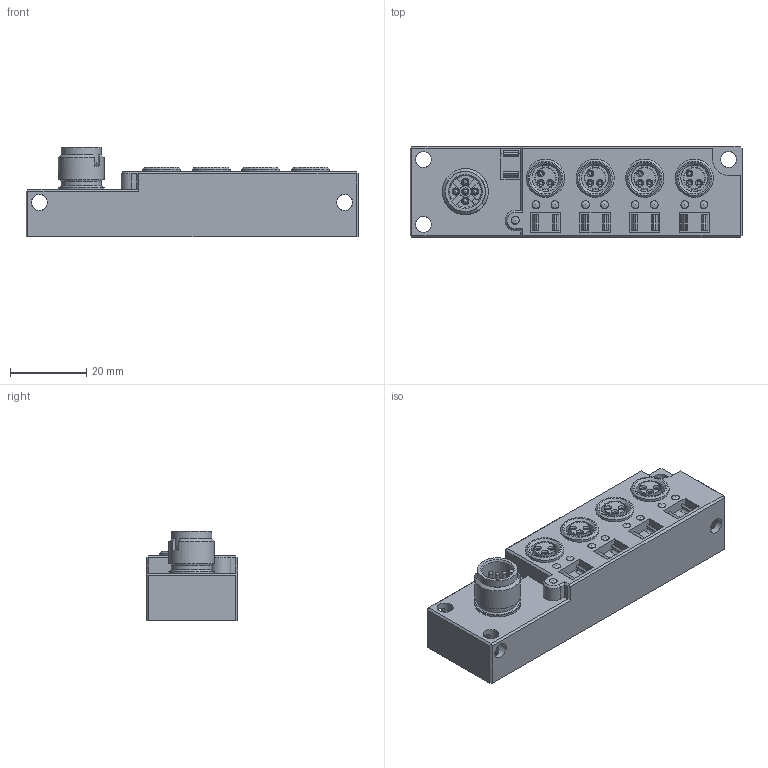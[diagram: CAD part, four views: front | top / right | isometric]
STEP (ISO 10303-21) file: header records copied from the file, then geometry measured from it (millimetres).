
FILE_DESCRIPTION((''),'2;1');
FILE_NAME('23210-PUL04M3M1204 dumm.stp','2013-02-14T16:22:09',('sabine.ahlheim'),(''),'Autodesk Inventor 2012','Autodesk Inventor 2012','');
FILE_SCHEMA(('AUTOMOTIVE_DESIGN { 1 0 10303 214 1 1 1 1 }'));
Length unit declared in the file: millimetre
Products named in the file (1): 23210-PUL04M3M1204 dumm
Bounding box: 87 x 24 x 23.5 mm (x, y, z)
Volume: 30271.9 mm3; surface area: 13957.6 mm2
Topology: 1 solids, 28 shells, 1334 faces, 3455 edges, 2242 vertices
Faces by surface type: plane 676, cylinder 392, cone 149, bspline 67, torus 36, sphere 14
Full cylindrical faces by diameter (mm): 0.6 x1, 1 x5, 1.1 x5, 1.2 x12, 1.3 x5, 1.5 x5, 1.55 x5, 1.9 x5, 2 x1, 4.2 x13, 5.65 x4, 7.1 x4, 8 x4, 8.3 x1, 9.2 x4, 9.4 x4, 10 x4, 10.5 x1, 10.6 x1, 12 x1, 12.05 x1
Entity records: 43012 total; most frequent: CARTESIAN_POINT 10677, DIRECTION 6463, ORIENTED_EDGE 6400, EDGE_CURVE 3200, AXIS2_PLACEMENT_3D 2442, VERTEX_POINT 2157, EDGE_LOOP 1591, VECTOR 1579
